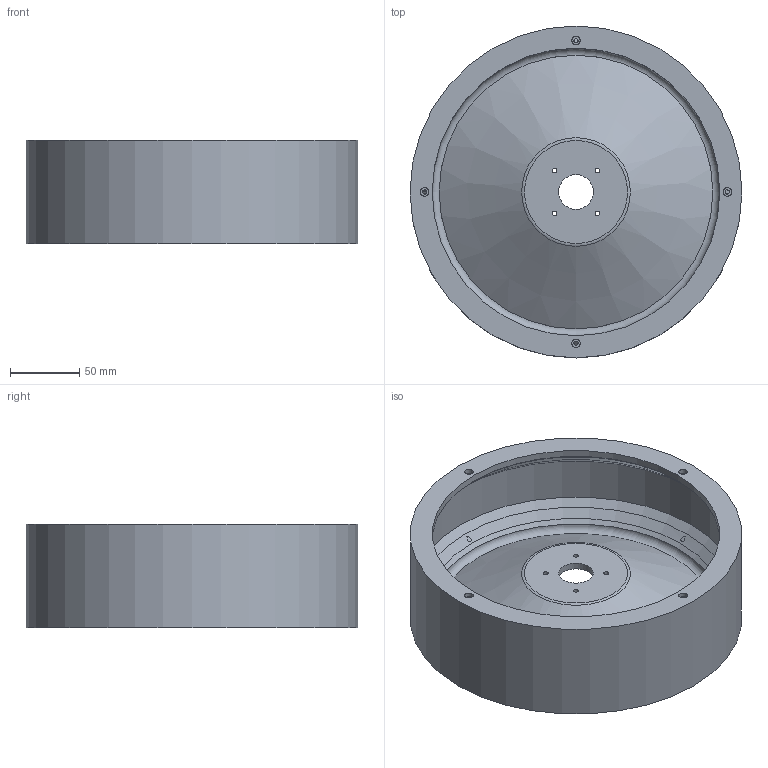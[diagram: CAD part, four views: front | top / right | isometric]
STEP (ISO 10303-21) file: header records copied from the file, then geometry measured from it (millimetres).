
FILE_DESCRIPTION(('FreeCAD Model'),'2;1');
FILE_NAME('Open CASCADE Shape Model','2025-11-30T14:08:03',(''),(''), 'Open CASCADE STEP processor 7.8','FreeCAD','Unknown');
FILE_SCHEMA(('AUTOMOTIVE_DESIGN { 1 0 10303 214 1 1 1 1 }'));
Length unit declared in the file: millimetre
Products named in the file (1): case_splatter_guard
Bounding box: 240 x 240 x 75 mm (x, y, z)
Volume: 564033.2 mm3; surface area: 213110.1 mm2
Topology: 1 solids, 1 shells, 135 faces, 361 edges, 253 vertices
Faces by surface type: cylinder 76, plane 29, cone 28, torus 2
Full cylindrical faces by diameter (mm): 3.5 x4, 6.1 x4, 25 x1, 208 x1, 236 x1, 240 x1
Entity records: 13783 total; most frequent: CARTESIAN_POINT 6944, DIRECTION 1132, ORIENTED_EDGE 722, PCURVE 722, DEFINITIONAL_REPRESENTATION 722, LINE 546, VECTOR 546, EDGE_CURVE 361
